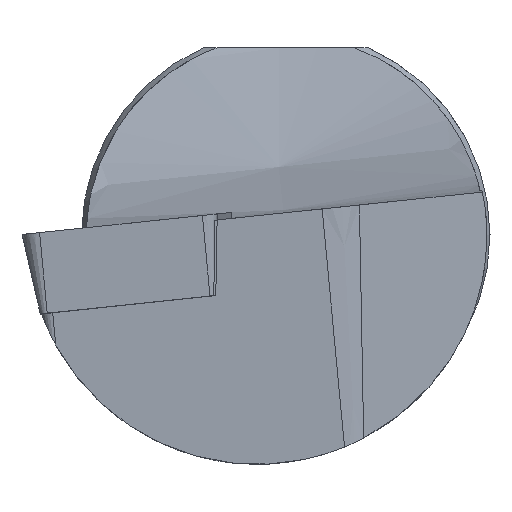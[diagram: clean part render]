
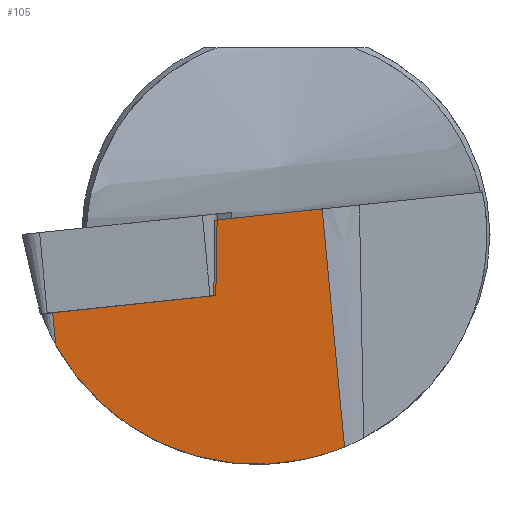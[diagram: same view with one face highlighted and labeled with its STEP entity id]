
A CAD part, left-side view. The second image highlights one B-rep face of the part: STEP entity #105.
In plain terms, the highlighted planar face has unit normal (-0.989, -0.098, -0.112).
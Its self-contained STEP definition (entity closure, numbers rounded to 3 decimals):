
#42=ELLIPSE('',#654,11.377,11.25);
#105=ADVANCED_FACE('',(#156),#135,.T.);
#135=PLANE('',#655);
#156=FACE_OUTER_BOUND('',#189,.T.);
#189=EDGE_LOOP('',(#288,#289,#290,#291,#292,#293));
#288=ORIENTED_EDGE('',*,*,#493,.F.);
#289=ORIENTED_EDGE('',*,*,#494,.F.);
#290=ORIENTED_EDGE('',*,*,#495,.F.);
#291=ORIENTED_EDGE('',*,*,#496,.T.);
#292=ORIENTED_EDGE('',*,*,#497,.T.);
#293=ORIENTED_EDGE('',*,*,#498,.F.);
#428=VERTEX_POINT('',#928);
#429=VERTEX_POINT('',#929);
#430=VERTEX_POINT('',#931);
#431=VERTEX_POINT('',#933);
#432=VERTEX_POINT('',#935);
#433=VERTEX_POINT('',#937);
#493=EDGE_CURVE('',#428,#429,#568,.T.);
#494=EDGE_CURVE('',#430,#428,#569,.T.);
#495=EDGE_CURVE('',#431,#430,#570,.T.);
#496=EDGE_CURVE('',#431,#432,#42,.T.);
#497=EDGE_CURVE('',#432,#433,#571,.T.);
#498=EDGE_CURVE('',#429,#433,#572,.T.);
#568=LINE('',#927,#610);
#569=LINE('',#930,#611);
#570=LINE('',#932,#612);
#571=LINE('',#936,#613);
#572=LINE('',#938,#614);
#610=VECTOR('',#754,1.);
#611=VECTOR('',#755,1.);
#612=VECTOR('',#756,1.);
#613=VECTOR('',#759,1.);
#614=VECTOR('',#760,1.);
#654=AXIS2_PLACEMENT_3D('',#934,#757,#758);
#655=AXIS2_PLACEMENT_3D('',#939,#761,#762);
#754=DIRECTION('',(-0.112,-0.008,0.994));
#755=DIRECTION('',(0.087,-0.991,0.104));
#756=DIRECTION('',(-0.121,0.093,0.988));
#757=DIRECTION('',(-0.989,-0.098,-0.112));
#758=DIRECTION('',(0.149,-0.652,-0.744));
#759=DIRECTION('',(-0.121,0.093,0.988));
#760=DIRECTION('',(0.087,-0.991,0.104));
#761=DIRECTION('',(-0.989,-0.098,-0.112));
#762=DIRECTION('',(-0.113,0.,0.994));
#927=CARTESIAN_POINT('',(0.955,3.495,0.161));
#928=CARTESIAN_POINT('',(1.31,3.521,-2.987));
#929=CARTESIAN_POINT('',(0.894,3.491,0.706));
#930=CARTESIAN_POINT('',(0.619,11.417,-3.817));
#931=CARTESIAN_POINT('',(0.619,11.417,-3.817));
#932=CARTESIAN_POINT('',(0.133,11.79,0.136));
#933=CARTESIAN_POINT('',(0.814,11.267,-5.404));
#934=CARTESIAN_POINT('',(1.182,1.4,0.));
#935=CARTESIAN_POINT('',(2.788,-2.879,-10.405));
#936=CARTESIAN_POINT('',(1.318,-1.75,1.559));
#937=CARTESIAN_POINT('',(1.355,-1.778,1.26));
#938=CARTESIAN_POINT('',(0.17,11.762,-0.163));
#939=CARTESIAN_POINT('',(0.133,11.79,0.136));
